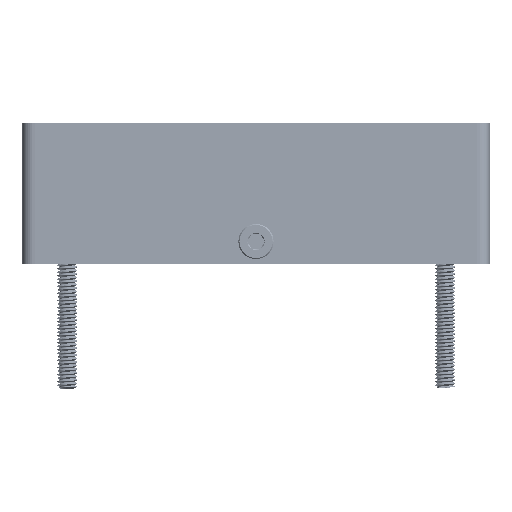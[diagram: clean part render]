
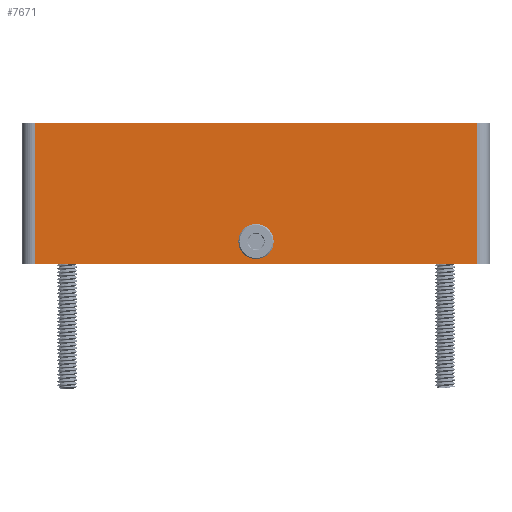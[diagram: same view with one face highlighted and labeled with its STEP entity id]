
A CAD part, left-side view. The second image highlights one B-rep face of the part: STEP entity #7671.
In plain terms, the highlighted planar face has unit normal (-1, 0, 0).
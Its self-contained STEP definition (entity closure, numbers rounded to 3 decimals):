
#39=FACE_BOUND('',#747,.T.);
#74=PLANE('',#8151);
#312=FACE_OUTER_BOUND('',#746,.T.);
#746=EDGE_LOOP('',(#5510,#5511,#5512,#5513));
#747=EDGE_LOOP('',(#5514));
#1096=CIRCLE('',#8152,1.85);
#1910=LINE('',#20366,#2385);
#1914=LINE('',#20375,#2389);
#1927=LINE('',#20413,#2402);
#1928=LINE('',#20416,#2403);
#2385=VECTOR('',#8948,10.);
#2389=VECTOR('',#8956,10.);
#2402=VECTOR('',#8991,10.);
#2403=VECTOR('',#8996,10.);
#2974=VERTEX_POINT('',#20359);
#2977=VERTEX_POINT('',#20364);
#2980=VERTEX_POINT('',#20374);
#2994=VERTEX_POINT('',#20412);
#2995=VERTEX_POINT('',#20417);
#3902=EDGE_CURVE('',#2977,#2974,#1910,.T.);
#3906=EDGE_CURVE('',#2974,#2980,#1914,.T.);
#3925=EDGE_CURVE('',#2980,#2994,#1927,.T.);
#3927=EDGE_CURVE('',#2977,#2994,#1928,.T.);
#3928=EDGE_CURVE('',#2995,#2995,#1096,.T.);
#5510=ORIENTED_EDGE('',*,*,#3902,.F.);
#5511=ORIENTED_EDGE('',*,*,#3927,.T.);
#5512=ORIENTED_EDGE('',*,*,#3925,.F.);
#5513=ORIENTED_EDGE('',*,*,#3906,.F.);
#5514=ORIENTED_EDGE('',*,*,#3928,.T.);
#7671=ADVANCED_FACE('',(#312,#39),#74,.T.);
#8151=AXIS2_PLACEMENT_3D('',#20415,#8994,#8995);
#8152=AXIS2_PLACEMENT_3D('',#20418,#8997,#8998);
#8948=DIRECTION('',(0.,0.,1.));
#8956=DIRECTION('',(0.,-1.,0.));
#8991=DIRECTION('',(0.,0.,-1.));
#8994=DIRECTION('center_axis',(-1.,0.,0.));
#8995=DIRECTION('ref_axis',(0.,-1.,0.));
#8996=DIRECTION('',(0.,-1.,0.));
#8997=DIRECTION('center_axis',(1.,0.,0.));
#8998=DIRECTION('ref_axis',(0.,0.,1.));
#20359=CARTESIAN_POINT('',(-46.45,43.95,28.));
#20364=CARTESIAN_POINT('',(-46.45,43.95,0.));
#20366=CARTESIAN_POINT('',(-46.45,43.95,0.));
#20374=CARTESIAN_POINT('',(-46.45,-43.95,28.));
#20375=CARTESIAN_POINT('',(-46.45,46.45,28.));
#20412=CARTESIAN_POINT('',(-46.45,-43.95,0.));
#20413=CARTESIAN_POINT('',(-46.45,-43.95,0.));
#20415=CARTESIAN_POINT('Origin',(-46.45,46.45,0.));
#20416=CARTESIAN_POINT('',(-46.45,46.45,0.));
#20417=CARTESIAN_POINT('',(-46.45,0.,2.65));
#20418=CARTESIAN_POINT('Origin',(-46.45,0.,4.5));
